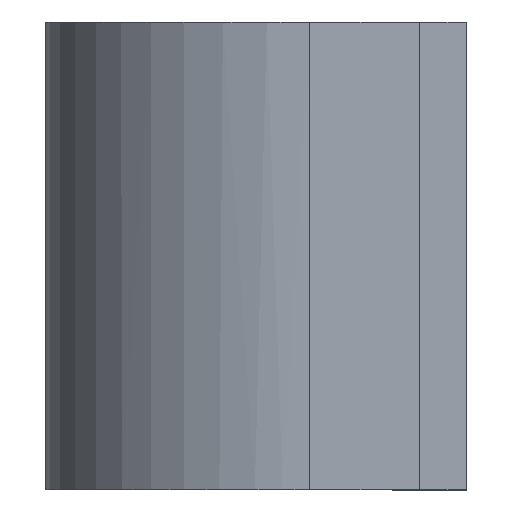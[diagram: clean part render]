
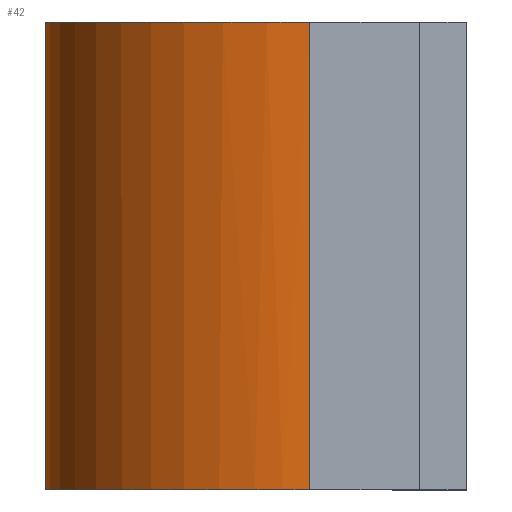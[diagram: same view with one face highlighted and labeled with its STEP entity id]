
A CAD part, left-side view. The second image highlights one B-rep face of the part: STEP entity #42.
In plain terms, the highlighted free-form (B-spline) face has degree [2, 1] with [9, 2] control points.
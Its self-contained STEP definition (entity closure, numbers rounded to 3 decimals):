
#42=ADVANCED_FACE('',(#68),#445,.T.);
#68=FACE_OUTER_BOUND('',#98,.T.);
#98=EDGE_LOOP('',(#233,#234,#235,#236));
#233=ORIENTED_EDGE('',*,*,#311,.T.);
#234=ORIENTED_EDGE('',*,*,#275,.T.);
#235=ORIENTED_EDGE('',*,*,#312,.T.);
#236=ORIENTED_EDGE('',*,*,#245,.F.);
#245=EDGE_CURVE('',#407,#408,#337,.T.);
#275=EDGE_CURVE('',#434,#435,#367,.T.);
#311=EDGE_CURVE('',#407,#434,#333,.T.);
#312=EDGE_CURVE('',#435,#408,#334,.T.);
#333=(
BOUNDED_CURVE()
B_SPLINE_CURVE(2,(#921,#922,#923,#924,#925),.UNSPECIFIED.,.F.,.F.)
B_SPLINE_CURVE_WITH_KNOTS((3,2,3),(0.,17.75,35.5),
 .UNSPECIFIED.)
CURVE()
GEOMETRIC_REPRESENTATION_ITEM()
RATIONAL_B_SPLINE_CURVE((1.,0.707,1.,0.707,1.))
REPRESENTATION_ITEM('')
);
#334=(
BOUNDED_CURVE()
B_SPLINE_CURVE(2,(#926,#927,#928,#929,#930),.UNSPECIFIED.,.F.,.F.)
B_SPLINE_CURVE_WITH_KNOTS((3,2,3),(-35.5,-17.75,
0.),.UNSPECIFIED.)
CURVE()
GEOMETRIC_REPRESENTATION_ITEM()
RATIONAL_B_SPLINE_CURVE((1.,0.707,1.,0.707,1.))
REPRESENTATION_ITEM('')
);
#337=B_SPLINE_CURVE_WITH_KNOTS('',1,(#765,#766),.UNSPECIFIED.,.F.,.F.,(2,
2),(0.,20.),.UNSPECIFIED.);
#367=B_SPLINE_CURVE_WITH_KNOTS('',1,(#831,#832),.UNSPECIFIED.,.F.,.F.,(2,
2),(0.,20.),.UNSPECIFIED.);
#407=VERTEX_POINT('',#735);
#408=VERTEX_POINT('',#736);
#434=VERTEX_POINT('',#762);
#435=VERTEX_POINT('',#763);
#445=(
BOUNDED_SURFACE()
B_SPLINE_SURFACE(2,1,((#680,#681),(#682,#683),(#684,#685),(#686,#687),(#688,
#689),(#690,#691),(#692,#693),(#694,#695),(#696,#697)),.UNSPECIFIED.,.T.,
 .F.,.F.)
B_SPLINE_SURFACE_WITH_KNOTS((3,2,2,2,3),(2,2),(0.,1.571,3.142,
4.712,6.283),(0.,24.002),.UNSPECIFIED.)
GEOMETRIC_REPRESENTATION_ITEM()
RATIONAL_B_SPLINE_SURFACE(((1.,1.),(0.707,0.707),
(1.,1.),(0.707,0.707),(1.,1.),(0.707,
0.707),(1.,1.),(0.707,0.707),(1.,1.)))
REPRESENTATION_ITEM('')
SURFACE()
);
#680=CARTESIAN_POINT('',(0.,-4.6,-2.001));
#681=CARTESIAN_POINT('',(0.,-4.6,22.001));
#682=CARTESIAN_POINT('',(11.3,-4.6,-2.001));
#683=CARTESIAN_POINT('',(11.3,-4.6,22.001));
#684=CARTESIAN_POINT('',(11.3,6.7,-2.001));
#685=CARTESIAN_POINT('',(11.3,6.7,22.001));
#686=CARTESIAN_POINT('',(11.3,18.,-2.001));
#687=CARTESIAN_POINT('',(11.3,18.,22.001));
#688=CARTESIAN_POINT('',(0.,18.,-2.001));
#689=CARTESIAN_POINT('',(0.,18.,22.001));
#690=CARTESIAN_POINT('',(-11.3,18.,-2.001));
#691=CARTESIAN_POINT('',(-11.3,18.,22.001));
#692=CARTESIAN_POINT('',(-11.3,6.7,-2.001));
#693=CARTESIAN_POINT('',(-11.3,6.7,22.001));
#694=CARTESIAN_POINT('',(-11.3,-4.6,-2.001));
#695=CARTESIAN_POINT('',(-11.3,-4.6,22.001));
#696=CARTESIAN_POINT('',(0.,-4.6,-2.001));
#697=CARTESIAN_POINT('',(0.,-4.6,22.001));
#735=CARTESIAN_POINT('',(11.3,6.7,0.));
#736=CARTESIAN_POINT('',(11.3,6.7,20.));
#762=CARTESIAN_POINT('',(-11.3,6.7,0.));
#763=CARTESIAN_POINT('',(-11.3,6.7,20.));
#765=CARTESIAN_POINT('',(11.3,6.7,0.));
#766=CARTESIAN_POINT('',(11.3,6.7,20.));
#831=CARTESIAN_POINT('',(-11.3,6.7,0.));
#832=CARTESIAN_POINT('',(-11.3,6.7,20.));
#921=CARTESIAN_POINT('',(11.3,6.7,0.));
#922=CARTESIAN_POINT('',(11.3,18.,0.));
#923=CARTESIAN_POINT('',(0.,18.,0.));
#924=CARTESIAN_POINT('',(-11.3,18.,0.));
#925=CARTESIAN_POINT('',(-11.3,6.7,0.));
#926=CARTESIAN_POINT('',(-11.3,6.7,20.));
#927=CARTESIAN_POINT('',(-11.3,18.,20.));
#928=CARTESIAN_POINT('',(0.,18.,20.));
#929=CARTESIAN_POINT('',(11.3,18.,20.));
#930=CARTESIAN_POINT('',(11.3,6.7,20.));
